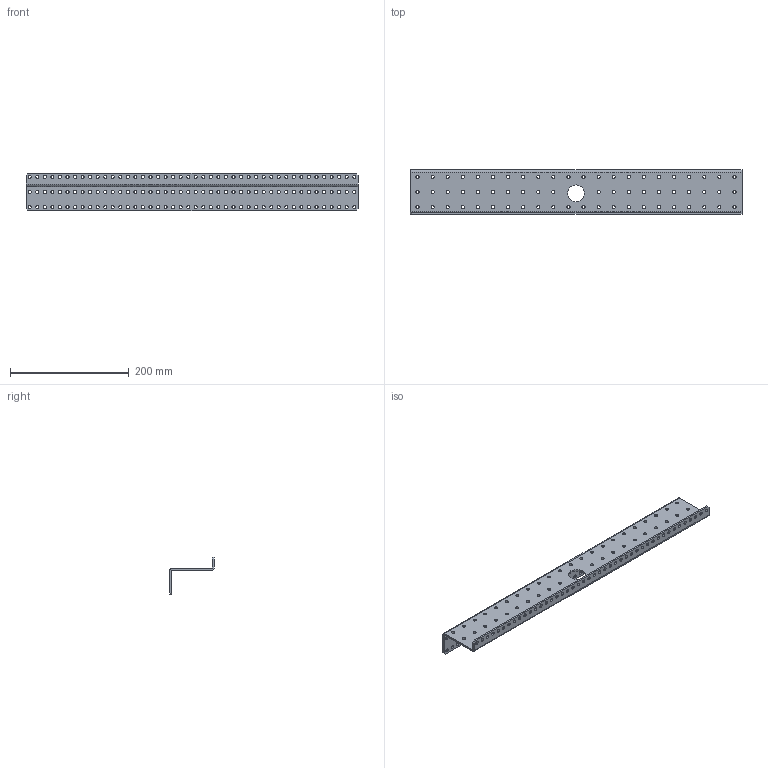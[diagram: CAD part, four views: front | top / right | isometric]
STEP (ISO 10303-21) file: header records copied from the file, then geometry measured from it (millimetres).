
FILE_DESCRIPTION (( 'STEP AP203' ), '1' );
FILE_NAME ('am-3974 AM14U Family Cross Plate.STEP', '2022-05-23T17:57:54', ( '' ), ( '' ), 'SwSTEP 2.0', 'SolidWorks 2021', '' );
FILE_SCHEMA (( 'CONFIG_CONTROL_DESIGN' ));
Length unit declared in the file: inch
Products named in the file (1): am-3974 AM14U Family Cross Plate
Bounding box: 558.8 x 74.55 x 63.5 mm (x, y, z)
Volume: 219746.6 mm3; surface area: 153504.7 mm2
Topology: 1 solids, 1 shells, 420 faces, 1238 edges, 820 vertices
Faces by surface type: cylinder 398, plane 22
Entity records: 15337 total; most frequent: DIRECTION 2876, CARTESIAN_POINT 2479, ORIENTED_EDGE 2476, EDGE_CURVE 1238, AXIS2_PLACEMENT_3D 1217, VERTEX_POINT 820, EDGE_LOOP 814, CIRCLE 796
